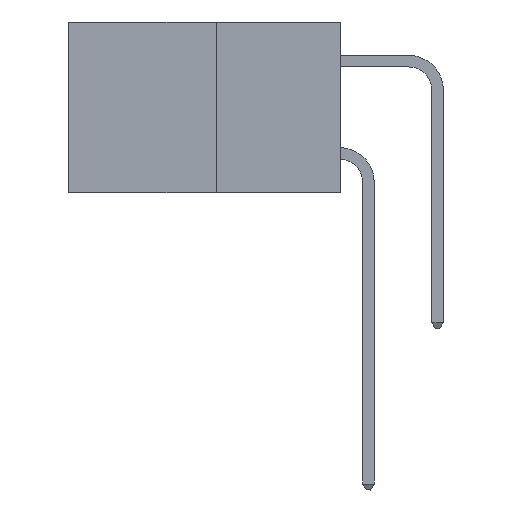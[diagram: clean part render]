
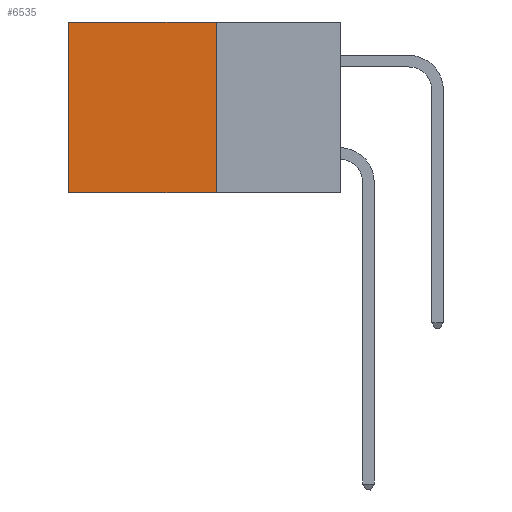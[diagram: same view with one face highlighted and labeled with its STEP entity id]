
A CAD part, left-side view. The second image highlights one B-rep face of the part: STEP entity #6535.
In plain terms, the highlighted planar face has unit normal (-1, 0, 0).
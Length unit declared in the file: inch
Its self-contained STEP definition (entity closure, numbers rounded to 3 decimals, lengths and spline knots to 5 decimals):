
#687 = VECTOR ( 'NONE', #28285, 39.37008 ) ;
#1308 = DIRECTION ( 'NONE',  ( 0., 0., -1. ) ) ;
#1375 = DIRECTION ( 'NONE',  ( 1., 0., 0. ) ) ;
#1505 = PLANE ( 'NONE',  #11326 ) ;
#1606 = CARTESIAN_POINT ( 'NONE',  ( 0.277, 0.27, 0. ) ) ;
#1702 = CARTESIAN_POINT ( 'NONE',  ( 0.277, 0.27, -0.37 ) ) ;
#2587 = EDGE_LOOP ( 'NONE', ( #17904, #25843, #18468, #22049 ) ) ;
#2864 = LINE ( 'NONE', #27637, #687 ) ;
#5683 = EDGE_CURVE ( 'NONE', #28456, #14449, #2864, .T. ) ;
#6535 = ADVANCED_FACE ( 'NONE', ( #26384 ), #1505, .F. ) ;
#6892 = VECTOR ( 'NONE', #20202, 39.37008 ) ;
#10345 = CARTESIAN_POINT ( 'NONE',  ( 0.277, 0.27, -0.37 ) ) ;
#11326 = AXIS2_PLACEMENT_3D ( 'NONE', #1702, #1375, #1308 ) ;
#11896 = CARTESIAN_POINT ( 'NONE',  ( 0.277, 0.59, 0. ) ) ;
#12317 = EDGE_CURVE ( 'NONE', #23437, #22983, #20871, .T. ) ;
#13925 = VECTOR ( 'NONE', #21975, 39.37008 ) ;
#14449 = VERTEX_POINT ( 'NONE', #21968 ) ;
#16374 = CARTESIAN_POINT ( 'NONE',  ( 0.277, 0.27, -0.37 ) ) ;
#17497 = EDGE_CURVE ( 'NONE', #22983, #14449, #23726, .T. ) ;
#17847 = CARTESIAN_POINT ( 'NONE',  ( 0.277, 0.27, 0. ) ) ;
#17904 = ORIENTED_EDGE ( 'NONE', *, *, #5683, .T. ) ;
#18468 = ORIENTED_EDGE ( 'NONE', *, *, #12317, .F. ) ;
#19256 = LINE ( 'NONE', #1606, #6892 ) ;
#20202 = DIRECTION ( 'NONE',  ( 0., 1., 0. ) ) ;
#20871 = LINE ( 'NONE', #10345, #13925 ) ;
#21968 = CARTESIAN_POINT ( 'NONE',  ( 0.277, 0.59, -0.37 ) ) ;
#21975 = DIRECTION ( 'NONE',  ( 0., 0., -1. ) ) ;
#22049 = ORIENTED_EDGE ( 'NONE', *, *, #23428, .T. ) ;
#22983 = VERTEX_POINT ( 'NONE', #16374 ) ;
#23428 = EDGE_CURVE ( 'NONE', #23437, #28456, #19256, .T. ) ;
#23437 = VERTEX_POINT ( 'NONE', #17847 ) ;
#23726 = LINE ( 'NONE', #26901, #28973 ) ;
#25843 = ORIENTED_EDGE ( 'NONE', *, *, #17497, .F. ) ;
#26384 = FACE_OUTER_BOUND ( 'NONE', #2587, .T. ) ;
#26901 = CARTESIAN_POINT ( 'NONE',  ( 0.277, 0.27, -0.37 ) ) ;
#27637 = CARTESIAN_POINT ( 'NONE',  ( 0.277, 0.59, -0.37 ) ) ;
#28285 = DIRECTION ( 'NONE',  ( 0., 0., -1. ) ) ;
#28456 = VERTEX_POINT ( 'NONE', #11896 ) ;
#28973 = VECTOR ( 'NONE', #29152, 39.37008 ) ;
#29152 = DIRECTION ( 'NONE',  ( 0., 1., 0. ) ) ;
